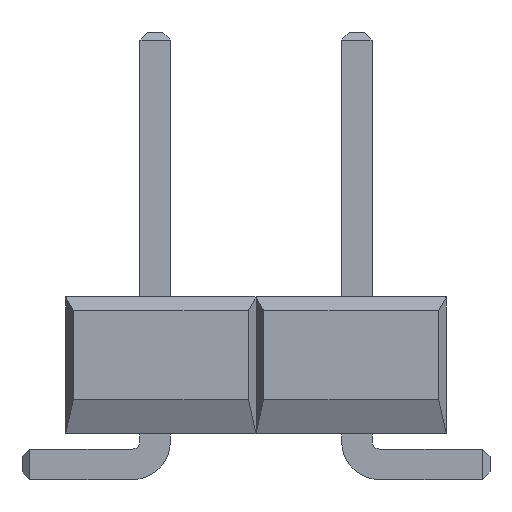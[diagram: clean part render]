
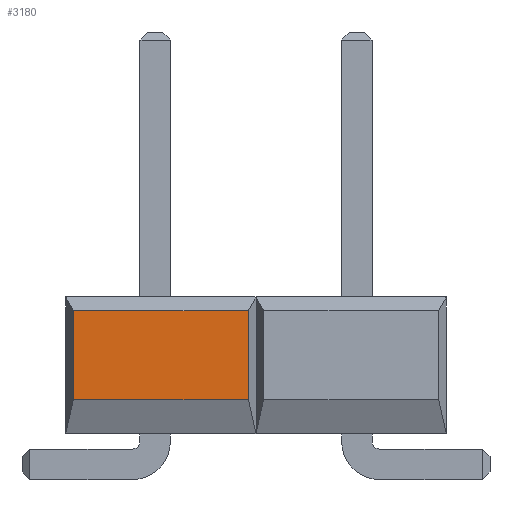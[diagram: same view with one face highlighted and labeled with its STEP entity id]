
A CAD part, left-side view. The second image highlights one B-rep face of the part: STEP entity #3180.
In plain terms, the highlighted planar face has unit normal (-1, 0, 0).
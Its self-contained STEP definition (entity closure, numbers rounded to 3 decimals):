
#2703=CARTESIAN_POINT('',(-3.175,0.102,2.256));
#2702=VERTEX_POINT('',#2703);
#2721=CARTESIAN_POINT('',(-3.175,2.438,2.256));
#2720=VERTEX_POINT('',#2721);
#2729=EDGE_CURVE('',#2702,#2720,#2734,.T.);
#2734=LINE('',#2703,#2736);
#2736=VECTOR('',#2737,2.337);
#2737=DIRECTION('',(0.0,1.0,0.0));
#2848=CARTESIAN_POINT('',(-3.175,2.438,1.067));
#2847=VERTEX_POINT('',#2848);
#2856=EDGE_CURVE('',#2720,#2847,#2861,.T.);
#2861=LINE('',#2721,#2863);
#2863=VECTOR('',#2864,1.189);
#2864=DIRECTION('',(0.0,0.0,-1.0));
#2899=CARTESIAN_POINT('',(-3.175,0.102,1.067));
#2898=VERTEX_POINT('',#2899);
#2925=EDGE_CURVE('',#2898,#2702,#2930,.T.);
#2930=LINE('',#2899,#2932);
#2932=VECTOR('',#2933,1.189);
#2933=DIRECTION('',(0.0,0.0,1.0));
#3160=EDGE_CURVE('',#2847,#2898,#3165,.T.);
#3165=LINE('',#2848,#3167);
#3167=VECTOR('',#3168,2.337);
#3168=DIRECTION('',(0.0,-1.0,0.0));
#3180=ADVANCED_FACE('',(#3186),#3181,.T.);
#3181=PLANE('',#3182);
#3182=AXIS2_PLACEMENT_3D('',#3183,#3184,#3185);
#3183=CARTESIAN_POINT('',(-3.175,2.438,1.067));
#3184=DIRECTION('',(-1.0,0.0,0.0));
#3185=DIRECTION('',(0.,0.,1.));
#3186=FACE_OUTER_BOUND('',#3187,.T.);
#3187=EDGE_LOOP('',(#3188,#3198,#3208,#3218));
#3188=ORIENTED_EDGE('',*,*,#3160,.T.);
#3198=ORIENTED_EDGE('',*,*,#2925,.T.);
#3208=ORIENTED_EDGE('',*,*,#2729,.T.);
#3218=ORIENTED_EDGE('',*,*,#2856,.T.);
